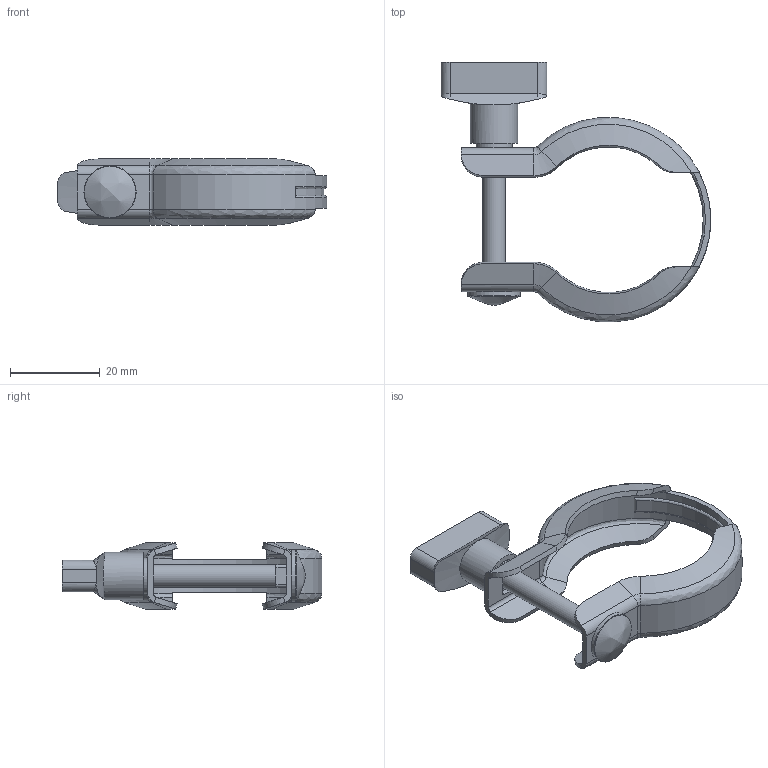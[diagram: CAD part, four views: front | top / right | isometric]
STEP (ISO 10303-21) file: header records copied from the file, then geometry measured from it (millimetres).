
FILE_DESCRIPTION (( 'STEP AP214' ), '1' );
FILE_NAME ('CG1KF25.STEP', '2024-11-19T08:48:14', ( '' ), ( '' ), 'SwSTEP 2.0', 'SolidWorks 2017', '' );
FILE_SCHEMA (( 'AUTOMOTIVE_DESIGN' ));
Length unit declared in the file: millimetre
Products named in the file (1): CG1KF25
Bounding box: 59.95 x 57.69 x 14.7 mm (x, y, z)
Volume: 6385.8 mm3; surface area: 7713.3 mm2
Topology: 5 solids, 5 shells, 156 faces, 373 edges, 232 vertices
Faces by surface type: plane 56, cylinder 50, bspline 26, cone 24
Full cylindrical faces by diameter (mm): 5 x1, 8 x1, 10.5 x1, 11.6 x1
Entity records: 5371 total; most frequent: CARTESIAN_POINT 1841, ORIENTED_EDGE 734, DIRECTION 688, EDGE_CURVE 367, AXIS2_PLACEMENT_3D 262, VERTEX_POINT 231, EDGE_LOOP 170, LINE 164
